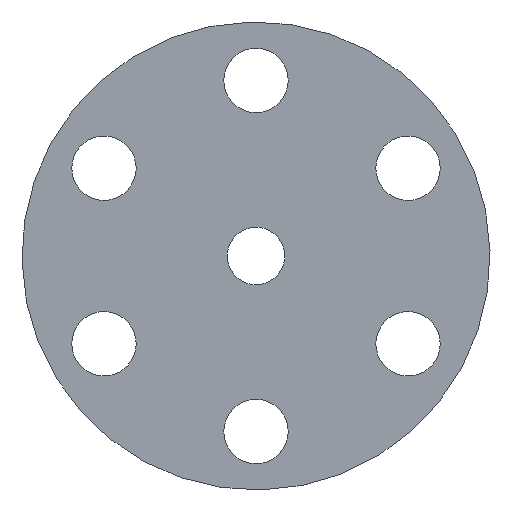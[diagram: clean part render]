
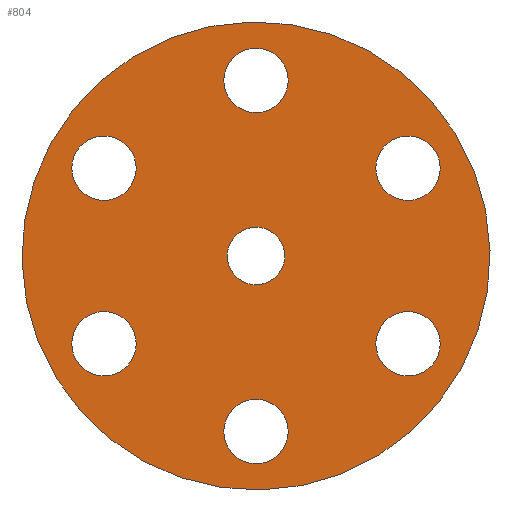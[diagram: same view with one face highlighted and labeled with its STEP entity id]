
A CAD part, front view. The second image highlights one B-rep face of the part: STEP entity #804.
In plain terms, the highlighted planar face has unit normal (0, -1, 0).
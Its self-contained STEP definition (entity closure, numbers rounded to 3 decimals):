
#70=CARTESIAN_POINT('Vertex',(-15.339,0.,-6.069)) ;
#73=CARTESIAN_POINT('Axis2P3D Location',(-12.99,0.,-7.5)) ;
#77=CARTESIAN_POINT('Vertex',(-10.642,0.,-8.931)) ;
#97=CARTESIAN_POINT('Axis2P3D Location',(-12.99,0.,-7.5)) ;
#127=CARTESIAN_POINT('Vertex',(-2.413,0.,-16.318)) ;
#130=CARTESIAN_POINT('Axis2P3D Location',(0.,0.,-15.)) ;
#134=CARTESIAN_POINT('Vertex',(2.413,0.,-13.682)) ;
#154=CARTESIAN_POINT('Axis2P3D Location',(0.,0.,-15.)) ;
#184=CARTESIAN_POINT('Vertex',(12.925,0.,-10.249)) ;
#187=CARTESIAN_POINT('Axis2P3D Location',(12.99,0.,-7.5)) ;
#191=CARTESIAN_POINT('Vertex',(13.055,0.,-4.751)) ;
#211=CARTESIAN_POINT('Axis2P3D Location',(12.99,0.,-7.5)) ;
#241=CARTESIAN_POINT('Vertex',(15.339,0.,6.069)) ;
#244=CARTESIAN_POINT('Axis2P3D Location',(12.99,0.,7.5)) ;
#248=CARTESIAN_POINT('Vertex',(10.642,0.,8.931)) ;
#268=CARTESIAN_POINT('Axis2P3D Location',(12.99,0.,7.5)) ;
#298=CARTESIAN_POINT('Vertex',(2.413,0.,16.318)) ;
#301=CARTESIAN_POINT('Axis2P3D Location',(0.,0.,15.)) ;
#305=CARTESIAN_POINT('Vertex',(-2.413,0.,13.682)) ;
#325=CARTESIAN_POINT('Axis2P3D Location',(0.,0.,15.)) ;
#355=CARTESIAN_POINT('Vertex',(2.158,0.,1.179)) ;
#358=CARTESIAN_POINT('Axis2P3D Location',(0.,0.,0.)) ;
#362=CARTESIAN_POINT('Vertex',(-2.158,0.,-1.179)) ;
#382=CARTESIAN_POINT('Axis2P3D Location',(0.,0.,0.)) ;
#739=CARTESIAN_POINT('Axis2P3D Location',(0.,0.,0.)) ;
#744=CARTESIAN_POINT('Axis2P3D Location',(0.,0.,0.)) ;
#748=CARTESIAN_POINT('Vertex',(9.589,0.,17.552)) ;
#750=CARTESIAN_POINT('Vertex',(-9.589,0.,-17.552)) ;
#753=CARTESIAN_POINT('Axis2P3D Location',(0.,0.,0.)) ;
#762=CARTESIAN_POINT('Axis2P3D Location',(-12.99,0.,7.5)) ;
#766=CARTESIAN_POINT('Vertex',(-12.925,0.,10.249)) ;
#768=CARTESIAN_POINT('Vertex',(-13.055,0.,4.751)) ;
#771=CARTESIAN_POINT('Axis2P3D Location',(-12.99,0.,7.5)) ;
#74=DIRECTION('Axis2P3D Direction',(0.,-1.,0.)) ;
#98=DIRECTION('Axis2P3D Direction',(0.,-1.,0.)) ;
#131=DIRECTION('Axis2P3D Direction',(0.,-1.,0.)) ;
#155=DIRECTION('Axis2P3D Direction',(0.,-1.,0.)) ;
#188=DIRECTION('Axis2P3D Direction',(0.,-1.,0.)) ;
#212=DIRECTION('Axis2P3D Direction',(0.,-1.,0.)) ;
#245=DIRECTION('Axis2P3D Direction',(0.,-1.,0.)) ;
#269=DIRECTION('Axis2P3D Direction',(0.,-1.,0.)) ;
#302=DIRECTION('Axis2P3D Direction',(0.,-1.,-0.)) ;
#326=DIRECTION('Axis2P3D Direction',(0.,-1.,-0.)) ;
#359=DIRECTION('Axis2P3D Direction',(0.,-1.,-0.)) ;
#383=DIRECTION('Axis2P3D Direction',(0.,-1.,-0.)) ;
#740=DIRECTION('Axis2P3D Direction',(-0.,1.,0.)) ;
#741=DIRECTION('Axis2P3D XDirection',(1.,0.,0.)) ;
#745=DIRECTION('Axis2P3D Direction',(-0.,1.,0.)) ;
#754=DIRECTION('Axis2P3D Direction',(-0.,1.,0.)) ;
#763=DIRECTION('Axis2P3D Direction',(-0.,1.,0.)) ;
#772=DIRECTION('Axis2P3D Direction',(-0.,1.,0.)) ;
#75=AXIS2_PLACEMENT_3D('Circle Axis2P3D',#73,#74,$) ;
#99=AXIS2_PLACEMENT_3D('Circle Axis2P3D',#97,#98,$) ;
#132=AXIS2_PLACEMENT_3D('Circle Axis2P3D',#130,#131,$) ;
#156=AXIS2_PLACEMENT_3D('Circle Axis2P3D',#154,#155,$) ;
#189=AXIS2_PLACEMENT_3D('Circle Axis2P3D',#187,#188,$) ;
#213=AXIS2_PLACEMENT_3D('Circle Axis2P3D',#211,#212,$) ;
#246=AXIS2_PLACEMENT_3D('Circle Axis2P3D',#244,#245,$) ;
#270=AXIS2_PLACEMENT_3D('Circle Axis2P3D',#268,#269,$) ;
#303=AXIS2_PLACEMENT_3D('Circle Axis2P3D',#301,#302,$) ;
#327=AXIS2_PLACEMENT_3D('Circle Axis2P3D',#325,#326,$) ;
#360=AXIS2_PLACEMENT_3D('Circle Axis2P3D',#358,#359,$) ;
#384=AXIS2_PLACEMENT_3D('Circle Axis2P3D',#382,#383,$) ;
#742=AXIS2_PLACEMENT_3D('Plane Axis2P3D',#739,#740,#741) ;
#746=AXIS2_PLACEMENT_3D('Circle Axis2P3D',#744,#745,$) ;
#755=AXIS2_PLACEMENT_3D('Circle Axis2P3D',#753,#754,$) ;
#764=AXIS2_PLACEMENT_3D('Circle Axis2P3D',#762,#763,$) ;
#773=AXIS2_PLACEMENT_3D('Circle Axis2P3D',#771,#772,$) ;
#759=ORIENTED_EDGE('',*,*,#752,.F.) ;
#760=ORIENTED_EDGE('',*,*,#757,.F.) ;
#777=ORIENTED_EDGE('',*,*,#770,.T.) ;
#778=ORIENTED_EDGE('',*,*,#775,.T.) ;
#781=ORIENTED_EDGE('',*,*,#101,.T.) ;
#782=ORIENTED_EDGE('',*,*,#79,.T.) ;
#785=ORIENTED_EDGE('',*,*,#158,.T.) ;
#786=ORIENTED_EDGE('',*,*,#136,.T.) ;
#789=ORIENTED_EDGE('',*,*,#215,.T.) ;
#790=ORIENTED_EDGE('',*,*,#193,.T.) ;
#793=ORIENTED_EDGE('',*,*,#272,.T.) ;
#794=ORIENTED_EDGE('',*,*,#250,.T.) ;
#797=ORIENTED_EDGE('',*,*,#329,.T.) ;
#798=ORIENTED_EDGE('',*,*,#307,.T.) ;
#801=ORIENTED_EDGE('',*,*,#386,.T.) ;
#802=ORIENTED_EDGE('',*,*,#364,.T.) ;
#779=FACE_BOUND('',#776,.T.) ;
#783=FACE_BOUND('',#780,.T.) ;
#787=FACE_BOUND('',#784,.T.) ;
#791=FACE_BOUND('',#788,.T.) ;
#795=FACE_BOUND('',#792,.T.) ;
#799=FACE_BOUND('',#796,.T.) ;
#803=FACE_BOUND('',#800,.T.) ;
#804=ADVANCED_FACE('Corps principal',(#761,#779,#783,#787,#791,#795,#799,#803),#743,.F.) ;
#76=CIRCLE('generated circle',#75,2.75) ;
#100=CIRCLE('generated circle',#99,2.75) ;
#133=CIRCLE('generated circle',#132,2.75) ;
#157=CIRCLE('generated circle',#156,2.75) ;
#190=CIRCLE('generated circle',#189,2.75) ;
#214=CIRCLE('generated circle',#213,2.75) ;
#247=CIRCLE('generated circle',#246,2.75) ;
#271=CIRCLE('generated circle',#270,2.75) ;
#304=CIRCLE('generated circle',#303,2.75) ;
#328=CIRCLE('generated circle',#327,2.75) ;
#361=CIRCLE('generated circle',#360,2.459) ;
#385=CIRCLE('generated circle',#384,2.459) ;
#747=CIRCLE('generated circle',#746,20.) ;
#756=CIRCLE('generated circle',#755,20.) ;
#765=CIRCLE('generated circle',#764,2.75) ;
#774=CIRCLE('generated circle',#773,2.75) ;
#79=EDGE_CURVE('',#78,#71,#76,.F.) ;
#101=EDGE_CURVE('',#71,#78,#100,.F.) ;
#136=EDGE_CURVE('',#135,#128,#133,.F.) ;
#158=EDGE_CURVE('',#128,#135,#157,.F.) ;
#193=EDGE_CURVE('',#192,#185,#190,.F.) ;
#215=EDGE_CURVE('',#185,#192,#214,.F.) ;
#250=EDGE_CURVE('',#249,#242,#247,.F.) ;
#272=EDGE_CURVE('',#242,#249,#271,.F.) ;
#307=EDGE_CURVE('',#306,#299,#304,.F.) ;
#329=EDGE_CURVE('',#299,#306,#328,.F.) ;
#364=EDGE_CURVE('',#363,#356,#361,.F.) ;
#386=EDGE_CURVE('',#356,#363,#385,.F.) ;
#752=EDGE_CURVE('',#749,#751,#747,.T.) ;
#757=EDGE_CURVE('',#751,#749,#756,.T.) ;
#770=EDGE_CURVE('',#767,#769,#765,.T.) ;
#775=EDGE_CURVE('',#769,#767,#774,.T.) ;
#758=EDGE_LOOP('',(#759,#760)) ;
#776=EDGE_LOOP('',(#777,#778)) ;
#780=EDGE_LOOP('',(#781,#782)) ;
#784=EDGE_LOOP('',(#785,#786)) ;
#788=EDGE_LOOP('',(#789,#790)) ;
#792=EDGE_LOOP('',(#793,#794)) ;
#796=EDGE_LOOP('',(#797,#798)) ;
#800=EDGE_LOOP('',(#801,#802)) ;
#761=FACE_OUTER_BOUND('',#758,.T.) ;
#743=PLANE('Plane',#742) ;
#71=VERTEX_POINT('',#70) ;
#78=VERTEX_POINT('',#77) ;
#128=VERTEX_POINT('',#127) ;
#135=VERTEX_POINT('',#134) ;
#185=VERTEX_POINT('',#184) ;
#192=VERTEX_POINT('',#191) ;
#242=VERTEX_POINT('',#241) ;
#249=VERTEX_POINT('',#248) ;
#299=VERTEX_POINT('',#298) ;
#306=VERTEX_POINT('',#305) ;
#356=VERTEX_POINT('',#355) ;
#363=VERTEX_POINT('',#362) ;
#749=VERTEX_POINT('',#748) ;
#751=VERTEX_POINT('',#750) ;
#767=VERTEX_POINT('',#766) ;
#769=VERTEX_POINT('',#768) ;
